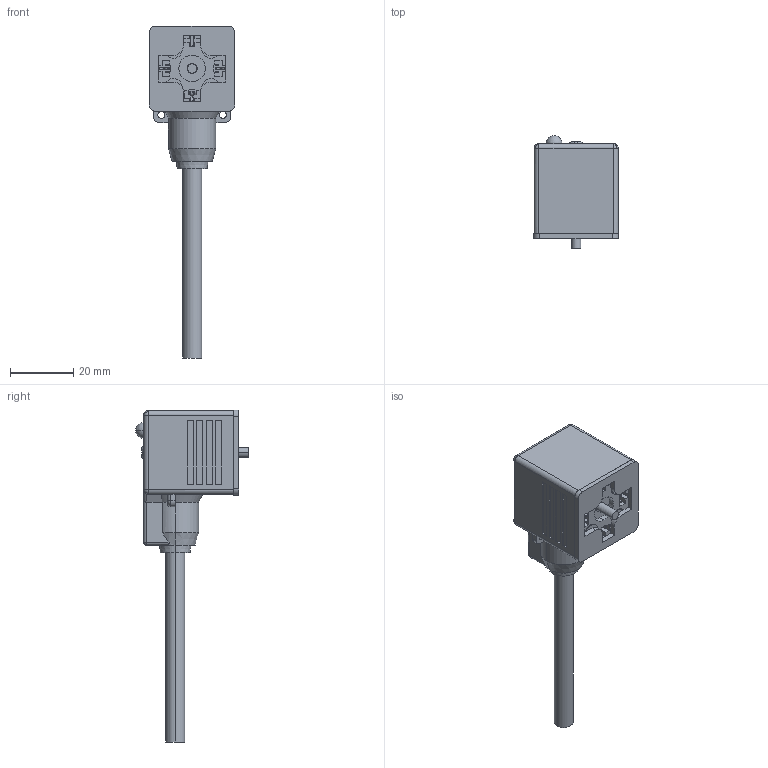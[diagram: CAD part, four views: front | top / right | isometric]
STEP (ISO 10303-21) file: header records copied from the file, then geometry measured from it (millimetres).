
FILE_DESCRIPTION (( 'STEP AP203' ), '1' );
FILE_NAME ('VA31-024-M-L.STEP', '2025-04-10T02:51:25', ( '' ), ( '' ), 'SwSTEP 2.0', 'SolidWorks 2018', '' );
FILE_SCHEMA (( 'CONFIG_CONTROL_DESIGN' ));
Length unit declared in the file: millimetre
Products named in the file (1): VA31-024-M-L
Bounding box: 27 x 35.7 x 105.15 mm (x, y, z)
Volume: 24930.7 mm3; surface area: 10929.5 mm2
Topology: 3 solids, 13 shells, 621 faces, 1613 edges, 1051 vertices
Faces by surface type: plane 446, cylinder 143, sphere 14, cone 12, bspline 3, torus 3
Entity records: 19154 total; most frequent: CARTESIAN_POINT 3731, ORIENTED_EDGE 3220, DIRECTION 3100, EDGE_CURVE 1610, LINE 1234, VECTOR 1234, VERTEX_POINT 1050, AXIS2_PLACEMENT_3D 933
